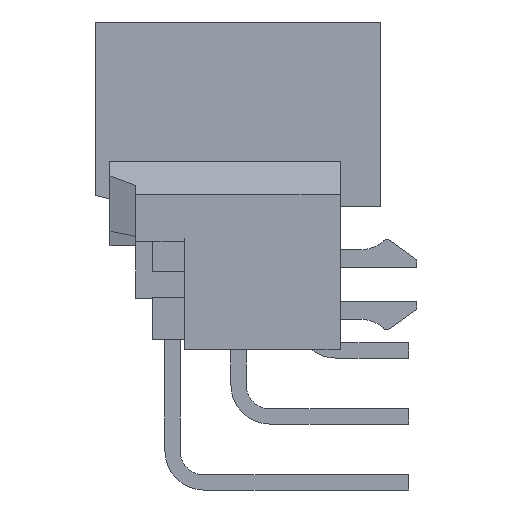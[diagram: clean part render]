
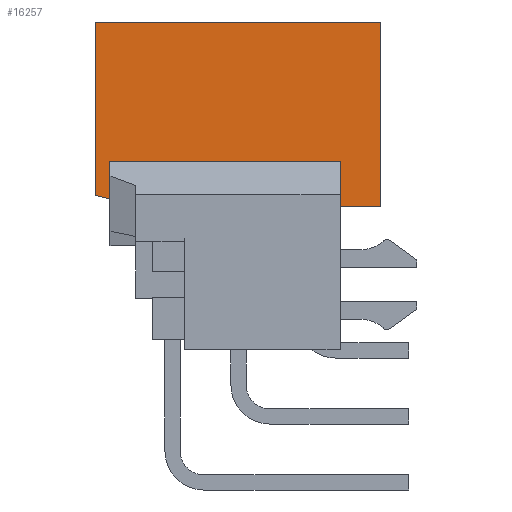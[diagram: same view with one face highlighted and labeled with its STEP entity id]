
A CAD part, left-side view. The second image highlights one B-rep face of the part: STEP entity #16257.
In plain terms, the highlighted planar face has unit normal (-1, 0, 0).
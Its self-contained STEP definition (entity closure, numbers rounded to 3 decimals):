
#134=DIRECTION('',(0.,1.,0.));
#135=VECTOR('',#134,8.282);
#136=CARTESIAN_POINT('',(-23.56,-3.935,-5.38));
#137=LINE('',#136,#135);
#138=DIRECTION('',(0.,0.,1.));
#139=VECTOR('',#138,1.6);
#140=CARTESIAN_POINT('',(-23.56,4.347,-6.98));
#141=LINE('',#140,#139);
#142=DIRECTION('',(0.,0.966,0.259));
#143=VECTOR('',#142,1.194);
#144=CARTESIAN_POINT('',(-23.56,4.347,-6.98));
#145=LINE('',#144,#143);
#146=DIRECTION('',(0.,0.,1.));
#147=VECTOR('',#146,6.671);
#148=CARTESIAN_POINT('',(-23.56,5.5,-6.671));
#149=LINE('',#148,#147);
#150=DIRECTION('',(0.,-1.,0.));
#151=VECTOR('',#150,11.);
#152=CARTESIAN_POINT('',(-23.56,5.5,0.));
#153=LINE('',#152,#151);
#154=DIRECTION('',(0.,0.,-1.));
#155=VECTOR('',#154,7.09);
#156=CARTESIAN_POINT('',(-23.56,-5.5,0.));
#157=LINE('',#156,#155);
#158=DIRECTION('',(0.,1.,0.));
#159=VECTOR('',#158,1.565);
#160=CARTESIAN_POINT('',(-23.56,-5.5,-7.09));
#161=LINE('',#160,#159);
#162=DIRECTION('',(0.,0.,1.));
#163=VECTOR('',#162,1.71);
#164=CARTESIAN_POINT('',(-23.56,-3.935,-7.09));
#165=LINE('',#164,#163);
#12266=CARTESIAN_POINT('',(-23.56,5.5,-6.671));
#12267=CARTESIAN_POINT('',(-23.56,5.5,0.));
#12268=VERTEX_POINT('',#12266);
#12269=VERTEX_POINT('',#12267);
#12270=CARTESIAN_POINT('',(-23.56,-5.5,0.));
#12271=VERTEX_POINT('',#12270);
#12272=CARTESIAN_POINT('',(-23.56,-5.5,-7.09));
#12273=VERTEX_POINT('',#12272);
#12290=CARTESIAN_POINT('',(-23.56,-3.935,-5.38));
#12291=CARTESIAN_POINT('',(-23.56,4.347,-5.38));
#12292=VERTEX_POINT('',#12290);
#12293=VERTEX_POINT('',#12291);
#12300=CARTESIAN_POINT('',(-23.56,-3.935,-7.09));
#12301=VERTEX_POINT('',#12300);
#12362=CARTESIAN_POINT('',(-23.56,4.347,-6.98));
#12363=VERTEX_POINT('',#12362);
#16234=CARTESIAN_POINT('',(-23.56,0.,0.));
#16235=DIRECTION('',(1.,0.,0.));
#16236=DIRECTION('',(0.,0.,-1.));
#16237=AXIS2_PLACEMENT_3D('',#16234,#16235,#16236);
#16238=PLANE('',#16237);
#16240=ORIENTED_EDGE('',*,*,#16239,.T.);
#16242=ORIENTED_EDGE('',*,*,#16241,.F.);
#16244=ORIENTED_EDGE('',*,*,#16243,.T.);
#16246=ORIENTED_EDGE('',*,*,#16245,.T.);
#16248=ORIENTED_EDGE('',*,*,#16247,.T.);
#16250=ORIENTED_EDGE('',*,*,#16249,.T.);
#16252=ORIENTED_EDGE('',*,*,#16251,.T.);
#16254=ORIENTED_EDGE('',*,*,#16253,.T.);
#16255=EDGE_LOOP('',(#16240,#16242,#16244,#16246,#16248,#16250,#16252,#16254));
#16256=FACE_OUTER_BOUND('',#16255,.F.);
#16239=EDGE_CURVE('',#12292,#12293,#137,.T.);
#16241=EDGE_CURVE('',#12363,#12293,#141,.T.);
#16243=EDGE_CURVE('',#12363,#12268,#145,.T.);
#16245=EDGE_CURVE('',#12268,#12269,#149,.T.);
#16247=EDGE_CURVE('',#12269,#12271,#153,.T.);
#16249=EDGE_CURVE('',#12271,#12273,#157,.T.);
#16251=EDGE_CURVE('',#12273,#12301,#161,.T.);
#16253=EDGE_CURVE('',#12301,#12292,#165,.T.);
#16257=ADVANCED_FACE('',(#16256),#16238,.F.);
